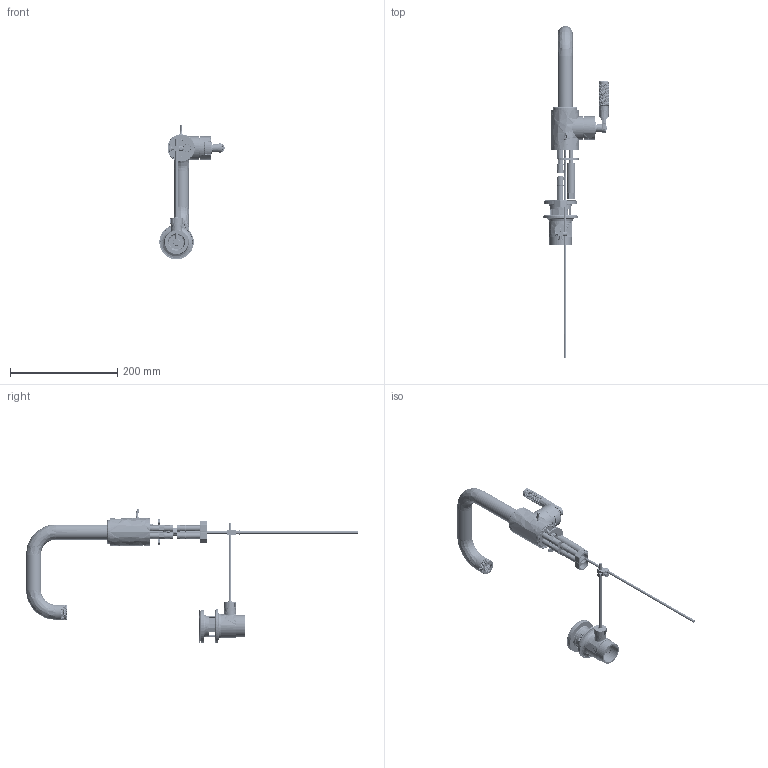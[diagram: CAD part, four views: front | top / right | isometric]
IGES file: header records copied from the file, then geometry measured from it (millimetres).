
Global section: file name: V7K09LK; native system: Autodesk Inventor 2018; preprocessor: unknown; author: adaniels; date: 20171003.152707; units: millimetre
Bounding box: 121.87 x 619.75 x 251.39 mm (x, y, z)
Volume: 396124.1 mm3; surface area: 247506.8 mm2
Topology: 57 solids, 57 shells, 14488 faces, 31581 edges, 17326 vertices
Faces by surface type: bspline 14488
